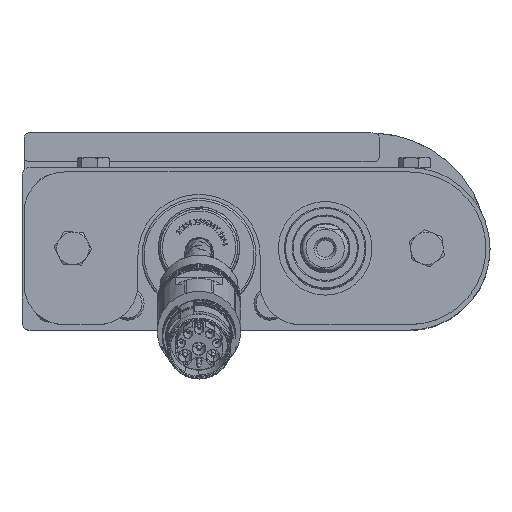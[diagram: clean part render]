
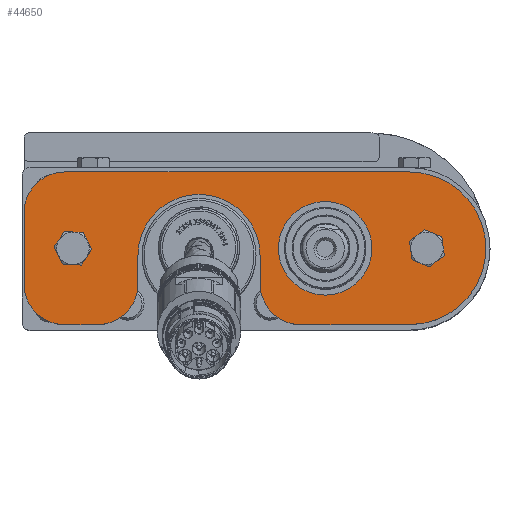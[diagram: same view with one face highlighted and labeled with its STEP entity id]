
A CAD part, top view. The second image highlights one B-rep face of the part: STEP entity #44650.
In plain terms, the highlighted face is planar.
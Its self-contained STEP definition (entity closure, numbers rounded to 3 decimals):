
#173 = CARTESIAN_POINT ( 'NONE',  ( -58., 0., -2.5 ) ) ;
#360 = DIRECTION ( 'NONE',  ( 0., 0., 1. ) ) ;
#481 = CIRCLE ( 'NONE', #68248, 18.75 ) ;
#778 = EDGE_LOOP ( 'NONE', ( #95138 ) ) ;
#1588 = CARTESIAN_POINT ( 'NONE',  ( 55.5, 8.75, -2.5 ) ) ;
#2535 = PLANE ( 'NONE',  #115816 ) ;
#5550 = VERTEX_POINT ( 'NONE', #60732 ) ;
#7569 = CARTESIAN_POINT ( 'NONE',  ( -39.25, 0., -2.5 ) ) ;
#8628 = DIRECTION ( 'NONE',  ( 0., 0., 1. ) ) ;
#8798 = AXIS2_PLACEMENT_3D ( 'NONE', #103904, #39257, #20497 ) ;
#12290 = DIRECTION ( 'NONE',  ( 1., 0., 0. ) ) ;
#12304 = EDGE_CURVE ( 'NONE', #22165, #31868, #14433, .T. ) ;
#13499 = FACE_BOUND ( 'NONE', #79766, .T. ) ;
#13913 = VERTEX_POINT ( 'NONE', #25424 ) ;
#14032 = EDGE_CURVE ( 'NONE', #5550, #68569, #113911, .T. ) ;
#14433 = LINE ( 'NONE', #21782, #55786 ) ;
#14970 = DIRECTION ( 'NONE',  ( 0., 0., -1. ) ) ;
#15316 = CIRCLE ( 'NONE', #73349, 15. ) ;
#16149 = VERTEX_POINT ( 'NONE', #92251 ) ;
#16301 = ORIENTED_EDGE ( 'NONE', *, *, #61713, .T. ) ;
#16974 = VECTOR ( 'NONE', #61420, 1000. ) ;
#18059 = EDGE_CURVE ( 'NONE', #51942, #51942, #68147, .T. ) ;
#19224 = CARTESIAN_POINT ( 'NONE',  ( -18.5, 0., -2.5 ) ) ;
#19546 = VERTEX_POINT ( 'NONE', #173 ) ;
#20497 = DIRECTION ( 'NONE',  ( 1., 0., 0. ) ) ;
#21723 = DIRECTION ( 'NONE',  ( 1., 0., 0. ) ) ;
#21782 = CARTESIAN_POINT ( 'NONE',  ( -2.5, -1.75, -2.5 ) ) ;
#22165 = VERTEX_POINT ( 'NONE', #31914 ) ;
#23174 = DIRECTION ( 'NONE',  ( 0., 0., -1. ) ) ;
#23946 = AXIS2_PLACEMENT_3D ( 'NONE', #90501, #62612, #32414 ) ;
#24152 = VERTEX_POINT ( 'NONE', #59655 ) ;
#24752 = ORIENTED_EDGE ( 'NONE', *, *, #65564, .T. ) ;
#25019 = ORIENTED_EDGE ( 'NONE', *, *, #51302, .F. ) ;
#25424 = CARTESIAN_POINT ( 'NONE',  ( 45.5, 18.75, -2.5 ) ) ;
#27147 = CIRCLE ( 'NONE', #61840, 10. ) ;
#28415 = ORIENTED_EDGE ( 'NONE', *, *, #35828, .F. ) ;
#29374 = VECTOR ( 'NONE', #115400, 1000. ) ;
#29832 = ORIENTED_EDGE ( 'NONE', *, *, #83857, .T. ) ;
#29849 = VERTEX_POINT ( 'NONE', #47430 ) ;
#30385 = CARTESIAN_POINT ( 'NONE',  ( -2.5, -8.75, -2.5 ) ) ;
#30526 = CIRCLE ( 'NONE', #49890, 18.75 ) ;
#31868 = VERTEX_POINT ( 'NONE', #30385 ) ;
#31914 = CARTESIAN_POINT ( 'NONE',  ( -2.5, -1.75, -2.5 ) ) ;
#32414 = DIRECTION ( 'NONE',  ( 1., 0., 0. ) ) ;
#35828 = EDGE_CURVE ( 'NONE', #5550, #16149, #113948, .T. ) ;
#38561 = ORIENTED_EDGE ( 'NONE', *, *, #12304, .T. ) ;
#39186 = AXIS2_PLACEMENT_3D ( 'NONE', #72300, #8628, #43814 ) ;
#39257 = DIRECTION ( 'NONE',  ( 0., 0., 1. ) ) ;
#39571 = FACE_BOUND ( 'NONE', #778, .T. ) ;
#39712 = CARTESIAN_POINT ( 'NONE',  ( 12.5, -1.75, -2.5 ) ) ;
#40196 = EDGE_CURVE ( 'NONE', #55739, #22165, #15316, .T. ) ;
#41280 = DIRECTION ( 'NONE',  ( 1., 0., 0. ) ) ;
#41986 = DIRECTION ( 'NONE',  ( 0., 0., -1. ) ) ;
#43814 = DIRECTION ( 'NONE',  ( 1., 0., 0. ) ) ;
#44650 = ADVANCED_FACE ( 'NONE', ( #39571, #13499, #112666, #103629 ), #2535, .F. ) ;
#45349 = CIRCLE ( 'NONE', #51229, 11.5 ) ;
#46380 = LINE ( 'NONE', #55432, #84770 ) ;
#47430 = CARTESIAN_POINT ( 'NONE',  ( 46.25, 0., -2.5 ) ) ;
#47584 = CIRCLE ( 'NONE', #8798, 2.75 ) ;
#48220 = VERTEX_POINT ( 'NONE', #111875 ) ;
#48946 = VECTOR ( 'NONE', #63129, 1000. ) ;
#49881 = DIRECTION ( 'NONE',  ( 1., 0., 0. ) ) ;
#49890 = AXIS2_PLACEMENT_3D ( 'NONE', #50395, #23174, #41280 ) ;
#50395 = CARTESIAN_POINT ( 'NONE',  ( -39.25, 0., -2.5 ) ) ;
#51179 = EDGE_CURVE ( 'NONE', #48220, #19546, #481, .T. ) ;
#51229 = AXIS2_PLACEMENT_3D ( 'NONE', #19224, #360, #64604 ) ;
#51257 = EDGE_LOOP ( 'NONE', ( #24752 ) ) ;
#51302 = EDGE_CURVE ( 'NONE', #13913, #24152, #60775, .T. ) ;
#51386 = DIRECTION ( 'NONE',  ( 0., -1., 0. ) ) ;
#51942 = VERTEX_POINT ( 'NONE', #97272 ) ;
#52726 = ORIENTED_EDGE ( 'NONE', *, *, #54758, .T. ) ;
#54339 = DIRECTION ( 'NONE',  ( 1., 0., 0. ) ) ;
#54758 = EDGE_CURVE ( 'NONE', #68569, #55739, #96563, .T. ) ;
#55432 = CARTESIAN_POINT ( 'NONE',  ( 55.5, 18.75, -2.5 ) ) ;
#55739 = VERTEX_POINT ( 'NONE', #106209 ) ;
#55786 = VECTOR ( 'NONE', #51386, 1000. ) ;
#56509 = ORIENTED_EDGE ( 'NONE', *, *, #14032, .T. ) ;
#57725 = CARTESIAN_POINT ( 'NONE',  ( 0., 0., -2.5 ) ) ;
#58581 = CARTESIAN_POINT ( 'NONE',  ( 55.5, -8.75, -2.5 ) ) ;
#59655 = CARTESIAN_POINT ( 'NONE',  ( -39.25, 18.75, -2.5 ) ) ;
#60732 = CARTESIAN_POINT ( 'NONE',  ( 37.5, -18.75, -2.5 ) ) ;
#60775 = LINE ( 'NONE', #108474, #48946 ) ;
#61323 = CARTESIAN_POINT ( 'NONE',  ( -12.5, -8.75, -2.5 ) ) ;
#61420 = DIRECTION ( 'NONE',  ( 0., 1., 0. ) ) ;
#61713 = EDGE_CURVE ( 'NONE', #19546, #24152, #30526, .T. ) ;
#61840 = AXIS2_PLACEMENT_3D ( 'NONE', #73142, #100291, #54339 ) ;
#62605 = ORIENTED_EDGE ( 'NONE', *, *, #18059, .T. ) ;
#62612 = DIRECTION ( 'NONE',  ( 0., 0., -1. ) ) ;
#63129 = DIRECTION ( 'NONE',  ( -1., 0., 0. ) ) ;
#64604 = DIRECTION ( 'NONE',  ( 1., 0., 0. ) ) ;
#65109 = VECTOR ( 'NONE', #104908, 1000. ) ;
#65564 = EDGE_CURVE ( 'NONE', #29849, #29849, #47584, .T. ) ;
#67581 = DIRECTION ( 'NONE',  ( 1., 0., 0. ) ) ;
#68106 = CARTESIAN_POINT ( 'NONE',  ( -58., -18.75, -2.5 ) ) ;
#68147 = CIRCLE ( 'NONE', #39186, 2.75 ) ;
#68248 = AXIS2_PLACEMENT_3D ( 'NONE', #7569, #81479, #118823 ) ;
#68569 = VERTEX_POINT ( 'NONE', #74781 ) ;
#69174 = ORIENTED_EDGE ( 'NONE', *, *, #51179, .T. ) ;
#69204 = VERTEX_POINT ( 'NONE', #1588 ) ;
#70542 = CARTESIAN_POINT ( 'NONE',  ( 27.5, -18.75, -2.5 ) ) ;
#71015 = ORIENTED_EDGE ( 'NONE', *, *, #80572, .F. ) ;
#72300 = CARTESIAN_POINT ( 'NONE',  ( -43.5, 0., -2.5 ) ) ;
#73142 = CARTESIAN_POINT ( 'NONE',  ( 45.5, 8.75, -2.5 ) ) ;
#73349 = AXIS2_PLACEMENT_3D ( 'NONE', #39712, #112811, #67581 ) ;
#74781 = CARTESIAN_POINT ( 'NONE',  ( 27.5, -8.75, -2.5 ) ) ;
#77373 = CARTESIAN_POINT ( 'NONE',  ( -12.5, -18.75, -2.5 ) ) ;
#78645 = CARTESIAN_POINT ( 'NONE',  ( -58., -18.75, -2.5 ) ) ;
#79182 = CARTESIAN_POINT ( 'NONE',  ( 37.5, -8.75, -2.5 ) ) ;
#79766 = EDGE_LOOP ( 'NONE', ( #62605 ) ) ;
#80572 = EDGE_CURVE ( 'NONE', #48220, #97686, #87691, .T. ) ;
#81479 = DIRECTION ( 'NONE',  ( 0., 0., -1. ) ) ;
#83307 = DIRECTION ( 'NONE',  ( 0., 1., 0. ) ) ;
#83857 = EDGE_CURVE ( 'NONE', #13913, #69204, #27147, .T. ) ;
#84318 = ORIENTED_EDGE ( 'NONE', *, *, #91121, .T. ) ;
#84770 = VECTOR ( 'NONE', #83307, 1000. ) ;
#87691 = LINE ( 'NONE', #78645, #29374 ) ;
#88009 = AXIS2_PLACEMENT_3D ( 'NONE', #61323, #41986, #49881 ) ;
#88493 = EDGE_CURVE ( 'NONE', #97688, #16149, #118424, .T. ) ;
#90301 = EDGE_CURVE ( 'NONE', #115469, #115469, #45349, .T. ) ;
#90501 = CARTESIAN_POINT ( 'NONE',  ( 45.5, -8.75, -2.5 ) ) ;
#91121 = EDGE_CURVE ( 'NONE', #31868, #97686, #114928, .T. ) ;
#92251 = CARTESIAN_POINT ( 'NONE',  ( 45.5, -18.75, -2.5 ) ) ;
#95138 = ORIENTED_EDGE ( 'NONE', *, *, #90301, .T. ) ;
#95229 = DIRECTION ( 'NONE',  ( 0., 0., 1. ) ) ;
#96243 = CARTESIAN_POINT ( 'NONE',  ( -7., 0., -2.5 ) ) ;
#96563 = LINE ( 'NONE', #70542, #16974 ) ;
#97272 = CARTESIAN_POINT ( 'NONE',  ( -40.75, 0., -2.5 ) ) ;
#97686 = VERTEX_POINT ( 'NONE', #77373 ) ;
#97688 = VERTEX_POINT ( 'NONE', #58581 ) ;
#100291 = DIRECTION ( 'NONE',  ( 0., 0., -1. ) ) ;
#100675 = EDGE_LOOP ( 'NONE', ( #28415, #56509, #52726, #111290, #38561, #84318, #71015, #69174, #16301, #25019, #29832, #109852, #108455 ) ) ;
#103629 = FACE_OUTER_BOUND ( 'NONE', #100675, .T. ) ;
#103904 = CARTESIAN_POINT ( 'NONE',  ( 43.5, 0., -2.5 ) ) ;
#104908 = DIRECTION ( 'NONE',  ( 1., 0., 0. ) ) ;
#106209 = CARTESIAN_POINT ( 'NONE',  ( 27.5, -1.75, -2.5 ) ) ;
#108455 = ORIENTED_EDGE ( 'NONE', *, *, #88493, .T. ) ;
#108474 = CARTESIAN_POINT ( 'NONE',  ( -58., 18.75, -2.5 ) ) ;
#109852 = ORIENTED_EDGE ( 'NONE', *, *, #110866, .F. ) ;
#110866 = EDGE_CURVE ( 'NONE', #97688, #69204, #46380, .T. ) ;
#111290 = ORIENTED_EDGE ( 'NONE', *, *, #40196, .T. ) ;
#111875 = CARTESIAN_POINT ( 'NONE',  ( -39.25, -18.75, -2.5 ) ) ;
#112666 = FACE_BOUND ( 'NONE', #51257, .T. ) ;
#112811 = DIRECTION ( 'NONE',  ( 0., 0., 1. ) ) ;
#113911 = CIRCLE ( 'NONE', #119667, 10. ) ;
#113948 = LINE ( 'NONE', #68106, #65109 ) ;
#114928 = CIRCLE ( 'NONE', #88009, 10. ) ;
#115400 = DIRECTION ( 'NONE',  ( 1., 0., 0. ) ) ;
#115469 = VERTEX_POINT ( 'NONE', #96243 ) ;
#115816 = AXIS2_PLACEMENT_3D ( 'NONE', #57725, #95229, #12290 ) ;
#118424 = CIRCLE ( 'NONE', #23946, 10. ) ;
#118823 = DIRECTION ( 'NONE',  ( 1., 0., 0. ) ) ;
#119667 = AXIS2_PLACEMENT_3D ( 'NONE', #79182, #14970, #21723 ) ;
